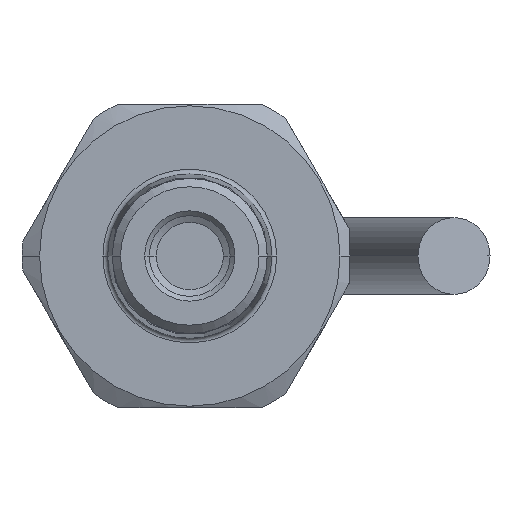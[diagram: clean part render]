
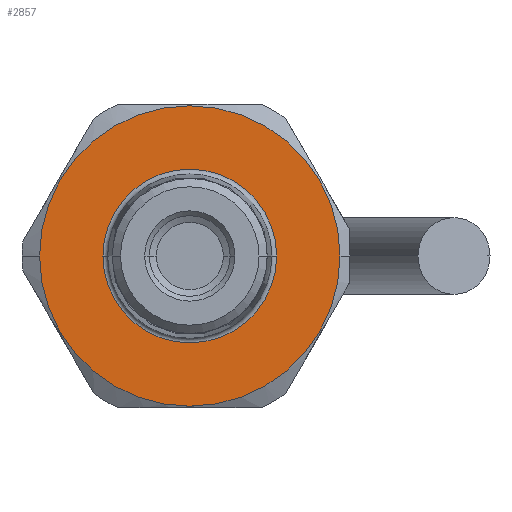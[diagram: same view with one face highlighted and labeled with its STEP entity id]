
A CAD part, front view. The second image highlights one B-rep face of the part: STEP entity #2857.
In plain terms, the highlighted face is planar.
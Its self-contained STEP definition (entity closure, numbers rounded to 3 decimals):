
#40 = FACE_BOUND ( 'NONE', #2324, .T. ) ;
#148 = ORIENTED_EDGE ( 'NONE', *, *, #1884, .F. ) ;
#218 = DIRECTION ( 'NONE',  ( 1., 0., 0. ) ) ;
#248 = VERTEX_POINT ( 'NONE', #2096 ) ;
#294 = CARTESIAN_POINT ( 'NONE',  ( -14.6, -9.4, 0. ) ) ;
#304 = AXIS2_PLACEMENT_3D ( 'NONE', #1119, #218, #2039 ) ;
#347 = AXIS2_PLACEMENT_3D ( 'NONE', #757, #1629, #2101 ) ;
#500 = ORIENTED_EDGE ( 'NONE', *, *, #2225, .T. ) ;
#510 = DIRECTION ( 'NONE',  ( 0., 1., 0. ) ) ;
#515 = CARTESIAN_POINT ( 'NONE',  ( -14.6, 9.4, 0. ) ) ;
#539 = FACE_OUTER_BOUND ( 'NONE', #2741, .T. ) ;
#549 = AXIS2_PLACEMENT_3D ( 'NONE', #2148, #567, #2624 ) ;
#567 = DIRECTION ( 'NONE',  ( -1., 0., 0. ) ) ;
#753 = AXIS2_PLACEMENT_3D ( 'NONE', #1211, #1657, #1019 ) ;
#757 = CARTESIAN_POINT ( 'NONE',  ( -14.6, 0., 0. ) ) ;
#844 = CIRCLE ( 'NONE', #1186, 5.436 ) ;
#893 = VERTEX_POINT ( 'NONE', #515 ) ;
#932 = CIRCLE ( 'NONE', #753, 9.4 ) ;
#1015 = ORIENTED_EDGE ( 'NONE', *, *, #1864, .T. ) ;
#1019 = DIRECTION ( 'NONE',  ( 0., 1., 0. ) ) ;
#1119 = CARTESIAN_POINT ( 'NONE',  ( -14.6, 0., 0. ) ) ;
#1155 = EDGE_CURVE ( 'NONE', #893, #1434, #2868, .T. ) ;
#1186 = AXIS2_PLACEMENT_3D ( 'NONE', #2342, #1192, #510 ) ;
#1192 = DIRECTION ( 'NONE',  ( 1., 0., 0. ) ) ;
#1211 = CARTESIAN_POINT ( 'NONE',  ( -14.6, 0., 0. ) ) ;
#1343 = VERTEX_POINT ( 'NONE', #2501 ) ;
#1434 = VERTEX_POINT ( 'NONE', #294 ) ;
#1629 = DIRECTION ( 'NONE',  ( 1., 0., 0. ) ) ;
#1657 = DIRECTION ( 'NONE',  ( 1., 0., 0. ) ) ;
#1864 = EDGE_CURVE ( 'NONE', #248, #1343, #2100, .T. ) ;
#1884 = EDGE_CURVE ( 'NONE', #1434, #893, #932, .T. ) ;
#1908 = PLANE ( 'NONE',  #549 ) ;
#2039 = DIRECTION ( 'NONE',  ( 0., 1., 0. ) ) ;
#2069 = ORIENTED_EDGE ( 'NONE', *, *, #1155, .F. ) ;
#2096 = CARTESIAN_POINT ( 'NONE',  ( -14.6, 5.436, 0. ) ) ;
#2100 = CIRCLE ( 'NONE', #347, 5.436 ) ;
#2101 = DIRECTION ( 'NONE',  ( 0., 1., 0. ) ) ;
#2148 = CARTESIAN_POINT ( 'NONE',  ( -14.6, 9.4, 0. ) ) ;
#2225 = EDGE_CURVE ( 'NONE', #1343, #248, #844, .T. ) ;
#2324 = EDGE_LOOP ( 'NONE', ( #1015, #500 ) ) ;
#2342 = CARTESIAN_POINT ( 'NONE',  ( -14.6, 0., 0. ) ) ;
#2501 = CARTESIAN_POINT ( 'NONE',  ( -14.6, -5.436, 0. ) ) ;
#2624 = DIRECTION ( 'NONE',  ( 0., -1., 0. ) ) ;
#2741 = EDGE_LOOP ( 'NONE', ( #2069, #148 ) ) ;
#2857 = ADVANCED_FACE ( 'NONE', ( #40, #539 ), #1908, .T. ) ;
#2868 = CIRCLE ( 'NONE', #304, 9.4 ) ;
